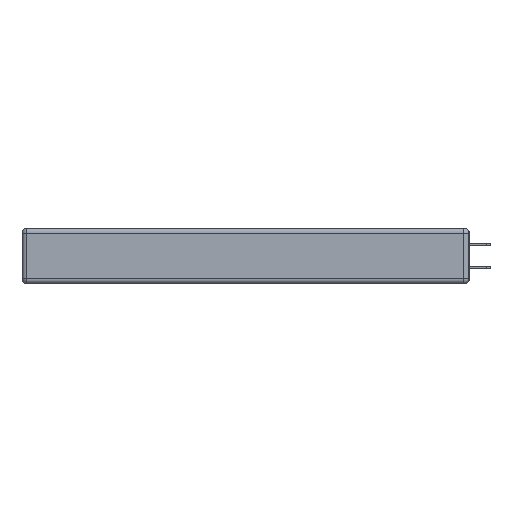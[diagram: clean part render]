
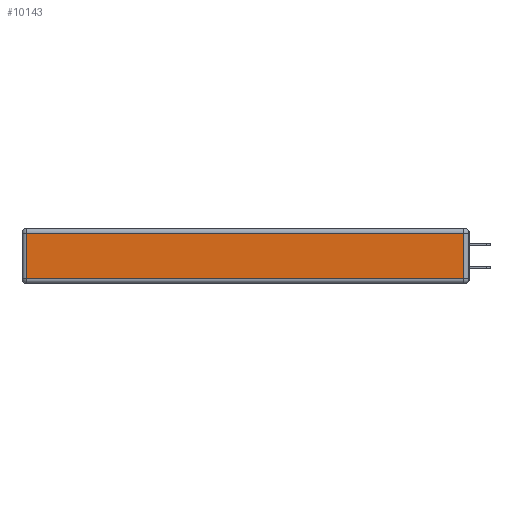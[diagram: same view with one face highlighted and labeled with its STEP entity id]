
A CAD part, left-side view. The second image highlights one B-rep face of the part: STEP entity #10143.
In plain terms, the highlighted planar face has unit normal (-1, 0, 0).
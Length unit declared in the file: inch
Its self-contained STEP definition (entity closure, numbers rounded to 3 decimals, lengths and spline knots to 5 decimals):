
#720 = CARTESIAN_POINT ( 'NONE',  ( 0., 2.72, -0.03 ) ) ;
#1235 = ORIENTED_EDGE ( 'NONE', *, *, #8093, .T. ) ;
#2121 = CARTESIAN_POINT ( 'NONE',  ( 0., 0., -0.343 ) ) ;
#3624 = LINE ( 'NONE', #9898, #19645 ) ;
#4237 = DIRECTION ( 'NONE',  ( 0., 1., 0. ) ) ;
#4728 = CARTESIAN_POINT ( 'NONE',  ( 0., 0.03, -0.03 ) ) ;
#5138 = EDGE_CURVE ( 'NONE', #21179, #23603, #3624, .T. ) ;
#5927 = DIRECTION ( 'NONE',  ( 0., 0., 1. ) ) ;
#5929 = FACE_OUTER_BOUND ( 'NONE', #13143, .T. ) ;
#6163 = DIRECTION ( 'NONE',  ( 0., 0., 1. ) ) ;
#7572 = VECTOR ( 'NONE', #23124, 39.37008 ) ;
#7928 = CARTESIAN_POINT ( 'NONE',  ( 0., 2.72, -0.343 ) ) ;
#7938 = LINE ( 'NONE', #22164, #17974 ) ;
#8093 = EDGE_CURVE ( 'NONE', #24776, #21179, #21386, .T. ) ;
#8112 = DIRECTION ( 'NONE',  ( -1., 0., 0. ) ) ;
#9099 = CARTESIAN_POINT ( 'NONE',  ( 0., 0., -0.313 ) ) ;
#9898 = CARTESIAN_POINT ( 'NONE',  ( 0., 0.03, -0.343 ) ) ;
#10143 = ADVANCED_FACE ( 'NONE', ( #5929 ), #20037, .T. ) ;
#12994 = ORIENTED_EDGE ( 'NONE', *, *, #5138, .T. ) ;
#13143 = EDGE_LOOP ( 'NONE', ( #1235, #12994, #17518, #13150 ) ) ;
#13150 = ORIENTED_EDGE ( 'NONE', *, *, #17659, .T. ) ;
#17518 = ORIENTED_EDGE ( 'NONE', *, *, #22734, .T. ) ;
#17659 = EDGE_CURVE ( 'NONE', #20936, #24776, #18251, .T. ) ;
#17974 = VECTOR ( 'NONE', #4237, 39.37008 ) ;
#18251 = LINE ( 'NONE', #7928, #23897 ) ;
#19645 = VECTOR ( 'NONE', #5927, 39.37008 ) ;
#20032 = DIRECTION ( 'NONE',  ( 0., 0., -1. ) ) ;
#20037 = PLANE ( 'NONE',  #20336 ) ;
#20336 = AXIS2_PLACEMENT_3D ( 'NONE', #2121, #8112, #6163 ) ;
#20936 = VERTEX_POINT ( 'NONE', #720 ) ;
#21179 = VERTEX_POINT ( 'NONE', #23597 ) ;
#21386 = LINE ( 'NONE', #9099, #7572 ) ;
#21513 = CARTESIAN_POINT ( 'NONE',  ( 0., 2.72, -0.313 ) ) ;
#22164 = CARTESIAN_POINT ( 'NONE',  ( 0., 2.75, -0.03 ) ) ;
#22734 = EDGE_CURVE ( 'NONE', #23603, #20936, #7938, .T. ) ;
#23124 = DIRECTION ( 'NONE',  ( 0., -1., 0. ) ) ;
#23597 = CARTESIAN_POINT ( 'NONE',  ( 0., 0.03, -0.313 ) ) ;
#23603 = VERTEX_POINT ( 'NONE', #4728 ) ;
#23897 = VECTOR ( 'NONE', #20032, 39.37008 ) ;
#24776 = VERTEX_POINT ( 'NONE', #21513 ) ;
